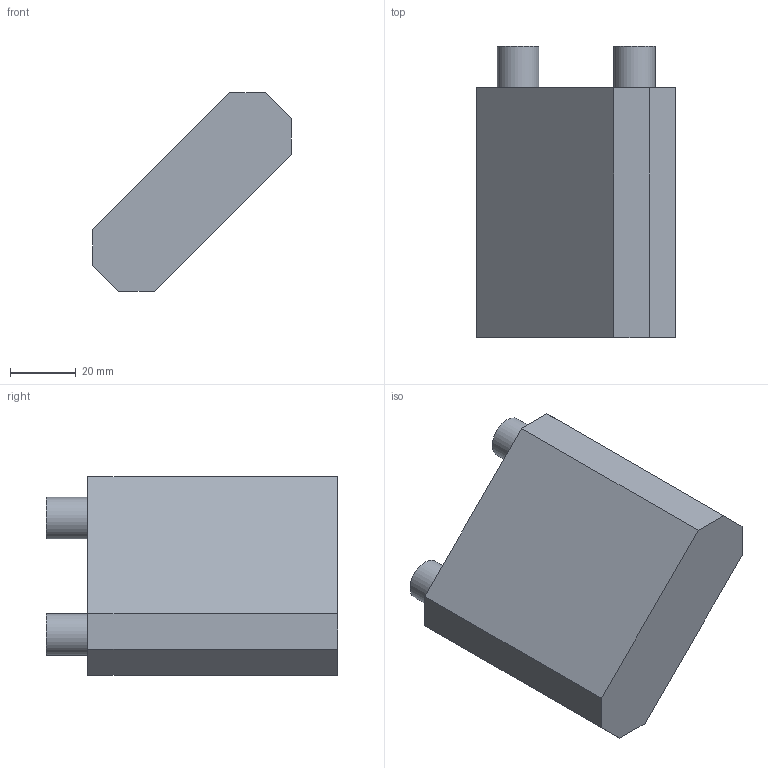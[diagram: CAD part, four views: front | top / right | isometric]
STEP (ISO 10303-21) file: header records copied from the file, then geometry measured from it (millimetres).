
FILE_DESCRIPTION(/* description */ (''),/* implementation_level */ '2;1');
FILE_NAME(/* name */ 'Leg.stp',/* time_stamp */ '2025-04-15T16:05:42-04:00',/* author */ ('Designer'),/* organization */ (''),/* preprocessor_version */ 'ST-DEVELOPER v20',/* originating_system */ 'Autodesk Inventor 2024',/* authorisation */ '');
FILE_SCHEMA (('AUTOMOTIVE_DESIGN { 1 0 10303 214 3 1 1 }'));
Length unit declared in the file: inch
Products named in the file (1): Leg
Bounding box: 60.68 x 88.9 x 60.68 mm (x, y, z)
Volume: 145708.5 mm3; surface area: 18806.1 mm2
Topology: 1 solids, 1 shells, 14 faces, 40 edges, 37 vertices
Faces by surface type: plane 12, cylinder 2
Full cylindrical faces by diameter (mm): 12.7 x2
Entity records: 487 total; most frequent: CARTESIAN_POINT 82, DIRECTION 72, ORIENTED_EDGE 60, EDGE_CURVE 30, LINE 26, VECTOR 26, AXIS2_PLACEMENT_3D 23, VERTEX_POINT 20
